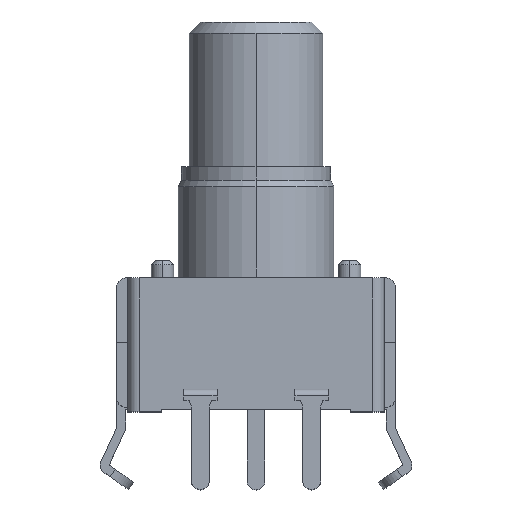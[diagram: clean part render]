
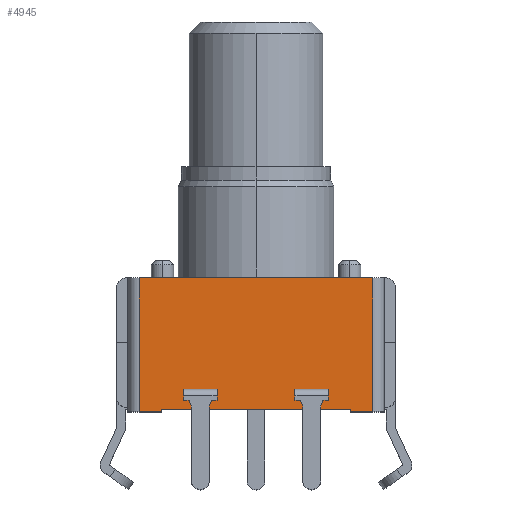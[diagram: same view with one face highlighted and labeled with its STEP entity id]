
A CAD part, top view. The second image highlights one B-rep face of the part: STEP entity #4945.
In plain terms, the highlighted planar face has unit normal (0, 0, 1).
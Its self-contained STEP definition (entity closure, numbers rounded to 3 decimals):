
#20 = DIRECTION ( 'NONE',  ( 1., 0., 0. ) ) ;
#27 = VERTEX_POINT ( 'NONE', #3964 ) ;
#69 = CARTESIAN_POINT ( 'NONE',  ( 3.25, 0.7, 6.7 ) ) ;
#129 = CARTESIAN_POINT ( 'NONE',  ( -5.75, 0.7, 6.7 ) ) ;
#226 = CARTESIAN_POINT ( 'NONE',  ( 5.25, 0., 6.7 ) ) ;
#236 = ORIENTED_EDGE ( 'NONE', *, *, #1435, .T. ) ;
#242 = CARTESIAN_POINT ( 'NONE',  ( 0., 0.1, 6.7 ) ) ;
#304 = CARTESIAN_POINT ( 'NONE',  ( -5.75, 1., 6.7 ) ) ;
#451 = ORIENTED_EDGE ( 'NONE', *, *, #6315, .T. ) ;
#501 = LINE ( 'NONE', #5965, #4650 ) ;
#541 = ORIENTED_EDGE ( 'NONE', *, *, #3422, .F. ) ;
#572 = VERTEX_POINT ( 'NONE', #1483 ) ;
#770 = CARTESIAN_POINT ( 'NONE',  ( 4.25, 0.1, 6.7 ) ) ;
#803 = ORIENTED_EDGE ( 'NONE', *, *, #5226, .T. ) ;
#824 = FACE_BOUND ( 'NONE', #3949, .T. ) ;
#909 = LINE ( 'NONE', #3874, #4031 ) ;
#934 = VERTEX_POINT ( 'NONE', #1474 ) ;
#950 = VECTOR ( 'NONE', #2547, 1000. ) ;
#998 = VECTOR ( 'NONE', #3760, 1000. ) ;
#1052 = EDGE_CURVE ( 'NONE', #2276, #2168, #5109, .T. ) ;
#1106 = VERTEX_POINT ( 'NONE', #4053 ) ;
#1128 = VERTEX_POINT ( 'NONE', #2724 ) ;
#1130 = CARTESIAN_POINT ( 'NONE',  ( -3.25, 0.7, 6.7 ) ) ;
#1199 = CARTESIAN_POINT ( 'NONE',  ( -4.25, 0.1, 6.7 ) ) ;
#1262 = CARTESIAN_POINT ( 'NONE',  ( -1.75, 0.7, 6.7 ) ) ;
#1278 = ORIENTED_EDGE ( 'NONE', *, *, #4987, .T. ) ;
#1284 = LINE ( 'NONE', #3732, #6131 ) ;
#1435 = EDGE_CURVE ( 'NONE', #5935, #3186, #6513, .T. ) ;
#1457 = CARTESIAN_POINT ( 'NONE',  ( -5.75, 1., 6.7 ) ) ;
#1474 = CARTESIAN_POINT ( 'NONE',  ( 1.75, 0.7, 6.7 ) ) ;
#1483 = CARTESIAN_POINT ( 'NONE',  ( 1.75, 1., 6.7 ) ) ;
#1604 = EDGE_CURVE ( 'NONE', #1128, #27, #909, .T. ) ;
#1652 = CARTESIAN_POINT ( 'NONE',  ( 3.25, 0., 6.7 ) ) ;
#1703 = PLANE ( 'NONE',  #2215 ) ;
#1715 = LINE ( 'NONE', #304, #5169 ) ;
#1783 = VECTOR ( 'NONE', #20, 1000. ) ;
#1809 = VECTOR ( 'NONE', #5067, 1000. ) ;
#1944 = EDGE_LOOP ( 'NONE', ( #4093, #541, #803, #5244, #2972, #1278, #4819, #6075 ) ) ;
#2147 = LINE ( 'NONE', #1652, #950 ) ;
#2168 = VERTEX_POINT ( 'NONE', #2292 ) ;
#2215 = AXIS2_PLACEMENT_3D ( 'NONE', #4788, #3722, #6286 ) ;
#2276 = VERTEX_POINT ( 'NONE', #2465 ) ;
#2292 = CARTESIAN_POINT ( 'NONE',  ( -4.25, 0., 6.7 ) ) ;
#2328 = VECTOR ( 'NONE', #5204, 1000. ) ;
#2334 = FACE_BOUND ( 'NONE', #6332, .T. ) ;
#2335 = VERTEX_POINT ( 'NONE', #4413 ) ;
#2349 = VECTOR ( 'NONE', #4085, 1000. ) ;
#2400 = VERTEX_POINT ( 'NONE', #69 ) ;
#2434 = VERTEX_POINT ( 'NONE', #6275 ) ;
#2465 = CARTESIAN_POINT ( 'NONE',  ( -5.25, 0., 6.7 ) ) ;
#2488 = EDGE_CURVE ( 'NONE', #3186, #1106, #4807, .T. ) ;
#2547 = DIRECTION ( 'NONE',  ( 0., -1., 0. ) ) ;
#2634 = CARTESIAN_POINT ( 'NONE',  ( -5.75, 0., 6.7 ) ) ;
#2642 = VERTEX_POINT ( 'NONE', #4928 ) ;
#2683 = CARTESIAN_POINT ( 'NONE',  ( -5.75, 0.7, 6.7 ) ) ;
#2724 = CARTESIAN_POINT ( 'NONE',  ( 4.25, 0., 6.7 ) ) ;
#2761 = EDGE_CURVE ( 'NONE', #2434, #2276, #5617, .T. ) ;
#2773 = DIRECTION ( 'NONE',  ( -1., 0., 0. ) ) ;
#2925 = LINE ( 'NONE', #3915, #5689 ) ;
#2972 = ORIENTED_EDGE ( 'NONE', *, *, #5193, .T. ) ;
#3113 = LINE ( 'NONE', #2683, #3493 ) ;
#3115 = CARTESIAN_POINT ( 'NONE',  ( -5.25, 0., 6.7 ) ) ;
#3186 = VERTEX_POINT ( 'NONE', #1130 ) ;
#3238 = LINE ( 'NONE', #6236, #4153 ) ;
#3247 = LINE ( 'NONE', #5231, #2328 ) ;
#3324 = ORIENTED_EDGE ( 'NONE', *, *, #5521, .T. ) ;
#3344 = DIRECTION ( 'NONE',  ( 1., 0., 0. ) ) ;
#3422 = EDGE_CURVE ( 'NONE', #5535, #6296, #4820, .T. ) ;
#3469 = VECTOR ( 'NONE', #2773, 1000. ) ;
#3493 = VECTOR ( 'NONE', #4130, 1000. ) ;
#3669 = DIRECTION ( 'NONE',  ( 0., -1., 0. ) ) ;
#3674 = DIRECTION ( 'NONE',  ( 0., 1., 0. ) ) ;
#3690 = VERTEX_POINT ( 'NONE', #4903 ) ;
#3722 = DIRECTION ( 'NONE',  ( 0., 0., 1. ) ) ;
#3732 = CARTESIAN_POINT ( 'NONE',  ( 1.75, 0., 6.7 ) ) ;
#3760 = DIRECTION ( 'NONE',  ( 0., -1., 0. ) ) ;
#3858 = ORIENTED_EDGE ( 'NONE', *, *, #2488, .T. ) ;
#3874 = CARTESIAN_POINT ( 'NONE',  ( -5.75, 0., 6.7 ) ) ;
#3915 = CARTESIAN_POINT ( 'NONE',  ( 4.25, 0., 6.7 ) ) ;
#3949 = EDGE_LOOP ( 'NONE', ( #3858, #4316, #451, #236 ) ) ;
#3964 = CARTESIAN_POINT ( 'NONE',  ( 5.25, 0., 6.7 ) ) ;
#4031 = VECTOR ( 'NONE', #3344, 1000. ) ;
#4053 = CARTESIAN_POINT ( 'NONE',  ( -3.25, 1., 6.7 ) ) ;
#4085 = DIRECTION ( 'NONE',  ( 1., 0., 0. ) ) ;
#4093 = ORIENTED_EDGE ( 'NONE', *, *, #5150, .T. ) ;
#4130 = DIRECTION ( 'NONE',  ( -1., 0., 0. ) ) ;
#4153 = VECTOR ( 'NONE', #3669, 1000. ) ;
#4272 = EDGE_CURVE ( 'NONE', #1106, #2335, #5056, .T. ) ;
#4281 = ORIENTED_EDGE ( 'NONE', *, *, #4561, .T. ) ;
#4316 = ORIENTED_EDGE ( 'NONE', *, *, #4272, .T. ) ;
#4389 = DIRECTION ( 'NONE',  ( -1., 0., 0. ) ) ;
#4413 = CARTESIAN_POINT ( 'NONE',  ( -1.75, 1., 6.7 ) ) ;
#4470 = EDGE_CURVE ( 'NONE', #3690, #2400, #2147, .T. ) ;
#4561 = EDGE_CURVE ( 'NONE', #572, #3690, #1715, .T. ) ;
#4650 = VECTOR ( 'NONE', #4389, 1000. ) ;
#4788 = CARTESIAN_POINT ( 'NONE',  ( -5.75, 0., 6.7 ) ) ;
#4807 = LINE ( 'NONE', #5682, #5624 ) ;
#4819 = ORIENTED_EDGE ( 'NONE', *, *, #2761, .T. ) ;
#4820 = LINE ( 'NONE', #242, #3469 ) ;
#4865 = VECTOR ( 'NONE', #5292, 1000. ) ;
#4903 = CARTESIAN_POINT ( 'NONE',  ( 3.25, 1., 6.7 ) ) ;
#4928 = CARTESIAN_POINT ( 'NONE',  ( 5.25, 6., 6.7 ) ) ;
#4945 = ADVANCED_FACE ( 'NONE', ( #2334, #824, #5762 ), #1703, .T. ) ;
#4987 = EDGE_CURVE ( 'NONE', #2642, #2434, #501, .T. ) ;
#5011 = ORIENTED_EDGE ( 'NONE', *, *, #5389, .T. ) ;
#5056 = LINE ( 'NONE', #1457, #1783 ) ;
#5067 = DIRECTION ( 'NONE',  ( -1., 0., 0. ) ) ;
#5109 = LINE ( 'NONE', #2634, #2349 ) ;
#5150 = EDGE_CURVE ( 'NONE', #2168, #6296, #3247, .T. ) ;
#5169 = VECTOR ( 'NONE', #5737, 1000. ) ;
#5193 = EDGE_CURVE ( 'NONE', #27, #2642, #5726, .T. ) ;
#5204 = DIRECTION ( 'NONE',  ( 0., 1., 0. ) ) ;
#5226 = EDGE_CURVE ( 'NONE', #5535, #1128, #2925, .T. ) ;
#5231 = CARTESIAN_POINT ( 'NONE',  ( -4.25, 0., 6.7 ) ) ;
#5244 = ORIENTED_EDGE ( 'NONE', *, *, #1604, .T. ) ;
#5292 = DIRECTION ( 'NONE',  ( 0., 1., 0. ) ) ;
#5311 = DIRECTION ( 'NONE',  ( 0., 1., 0. ) ) ;
#5389 = EDGE_CURVE ( 'NONE', #2400, #934, #3113, .T. ) ;
#5428 = DIRECTION ( 'NONE',  ( 0., -1., 0. ) ) ;
#5521 = EDGE_CURVE ( 'NONE', #934, #572, #1284, .T. ) ;
#5535 = VERTEX_POINT ( 'NONE', #770 ) ;
#5617 = LINE ( 'NONE', #3115, #998 ) ;
#5624 = VECTOR ( 'NONE', #3674, 1000. ) ;
#5681 = ORIENTED_EDGE ( 'NONE', *, *, #4470, .T. ) ;
#5682 = CARTESIAN_POINT ( 'NONE',  ( -3.25, 0., 6.7 ) ) ;
#5689 = VECTOR ( 'NONE', #5428, 1000. ) ;
#5726 = LINE ( 'NONE', #226, #4865 ) ;
#5737 = DIRECTION ( 'NONE',  ( 1., 0., 0. ) ) ;
#5762 = FACE_OUTER_BOUND ( 'NONE', #1944, .T. ) ;
#5935 = VERTEX_POINT ( 'NONE', #1262 ) ;
#5965 = CARTESIAN_POINT ( 'NONE',  ( -5.75, 6., 6.7 ) ) ;
#6075 = ORIENTED_EDGE ( 'NONE', *, *, #1052, .T. ) ;
#6131 = VECTOR ( 'NONE', #5311, 1000. ) ;
#6236 = CARTESIAN_POINT ( 'NONE',  ( -1.75, 0., 6.7 ) ) ;
#6275 = CARTESIAN_POINT ( 'NONE',  ( -5.25, 6., 6.7 ) ) ;
#6286 = DIRECTION ( 'NONE',  ( 1., 0., 0. ) ) ;
#6296 = VERTEX_POINT ( 'NONE', #1199 ) ;
#6315 = EDGE_CURVE ( 'NONE', #2335, #5935, #3238, .T. ) ;
#6332 = EDGE_LOOP ( 'NONE', ( #3324, #4281, #5681, #5011 ) ) ;
#6513 = LINE ( 'NONE', #129, #1809 ) ;
